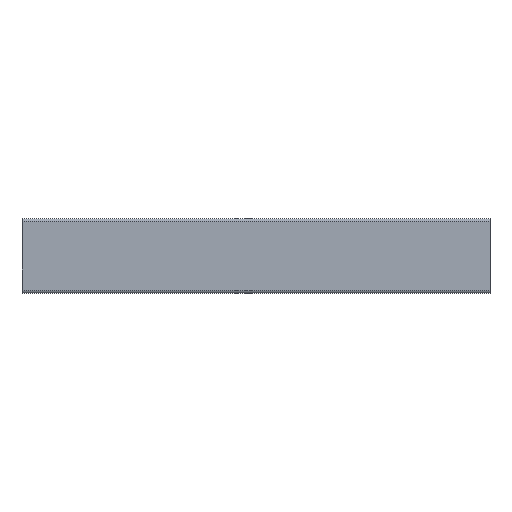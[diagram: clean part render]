
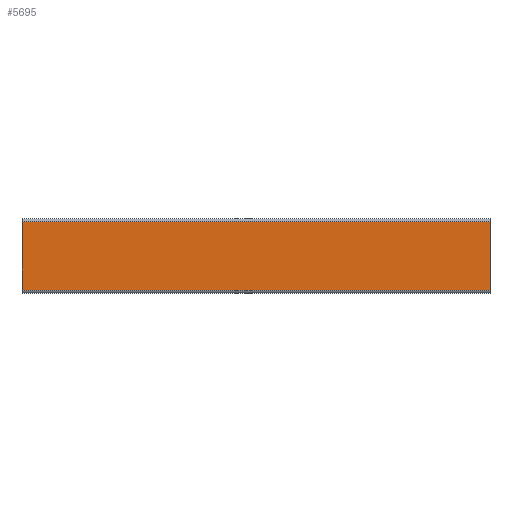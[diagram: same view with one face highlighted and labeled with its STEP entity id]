
A CAD part, top view. The second image highlights one B-rep face of the part: STEP entity #5695.
In plain terms, the highlighted planar face has unit normal (0, 0, 1).
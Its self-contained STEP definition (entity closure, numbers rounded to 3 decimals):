
#94 = DIRECTION ( 'NONE',  ( -1., 0., 0. ) ) ;
#257 = EDGE_CURVE ( 'NONE', #4763, #3814, #943, .T. ) ;
#650 = VECTOR ( 'NONE', #1451, 1000. ) ;
#696 = DIRECTION ( 'NONE',  ( -1., 0., 0. ) ) ;
#884 = AXIS2_PLACEMENT_3D ( 'NONE', #4227, #4572, #696 ) ;
#943 = LINE ( 'NONE', #3912, #650 ) ;
#1044 = LINE ( 'NONE', #2649, #3956 ) ;
#1133 = DIRECTION ( 'NONE',  ( -1., 0., 0. ) ) ;
#1146 = CARTESIAN_POINT ( 'NONE',  ( 500., 36.5, -1760. ) ) ;
#1264 = VECTOR ( 'NONE', #94, 1000. ) ;
#1451 = DIRECTION ( 'NONE',  ( 0., -1., 0. ) ) ;
#1528 = ORIENTED_EDGE ( 'NONE', *, *, #3366, .F. ) ;
#2138 = DIRECTION ( 'NONE',  ( 0., -1., 0. ) ) ;
#2145 = LINE ( 'NONE', #1146, #1264 ) ;
#2262 = PLANE ( 'NONE',  #884 ) ;
#2367 = VERTEX_POINT ( 'NONE', #5345 ) ;
#2561 = CARTESIAN_POINT ( 'NONE',  ( 500., -36.5, -1760. ) ) ;
#2649 = CARTESIAN_POINT ( 'NONE',  ( 0., 36.5, -1760. ) ) ;
#3239 = VECTOR ( 'NONE', #1133, 1000. ) ;
#3366 = EDGE_CURVE ( 'NONE', #3814, #2367, #5522, .T. ) ;
#3472 = CARTESIAN_POINT ( 'NONE',  ( 0., 36.5, -1760. ) ) ;
#3814 = VERTEX_POINT ( 'NONE', #2561 ) ;
#3912 = CARTESIAN_POINT ( 'NONE',  ( 500., 36.5, -1760. ) ) ;
#3956 = VECTOR ( 'NONE', #2138, 1000. ) ;
#4021 = VERTEX_POINT ( 'NONE', #3472 ) ;
#4079 = EDGE_CURVE ( 'NONE', #4763, #4021, #2145, .T. ) ;
#4227 = CARTESIAN_POINT ( 'NONE',  ( 500., 36.5, -1760. ) ) ;
#4508 = EDGE_CURVE ( 'NONE', #4021, #2367, #1044, .T. ) ;
#4572 = DIRECTION ( 'NONE',  ( 0., 0., -1. ) ) ;
#4763 = VERTEX_POINT ( 'NONE', #5337 ) ;
#5116 = ORIENTED_EDGE ( 'NONE', *, *, #4079, .T. ) ;
#5144 = FACE_OUTER_BOUND ( 'NONE', #5424, .T. ) ;
#5337 = CARTESIAN_POINT ( 'NONE',  ( 500., 36.5, -1760. ) ) ;
#5345 = CARTESIAN_POINT ( 'NONE',  ( 0., -36.5, -1760. ) ) ;
#5424 = EDGE_LOOP ( 'NONE', ( #5496, #1528, #6198, #5116 ) ) ;
#5496 = ORIENTED_EDGE ( 'NONE', *, *, #4508, .T. ) ;
#5522 = LINE ( 'NONE', #5552, #3239 ) ;
#5552 = CARTESIAN_POINT ( 'NONE',  ( 500., -36.5, -1760. ) ) ;
#5695 = ADVANCED_FACE ( 'NONE', ( #5144 ), #2262, .F. ) ;
#6198 = ORIENTED_EDGE ( 'NONE', *, *, #257, .F. ) ;
